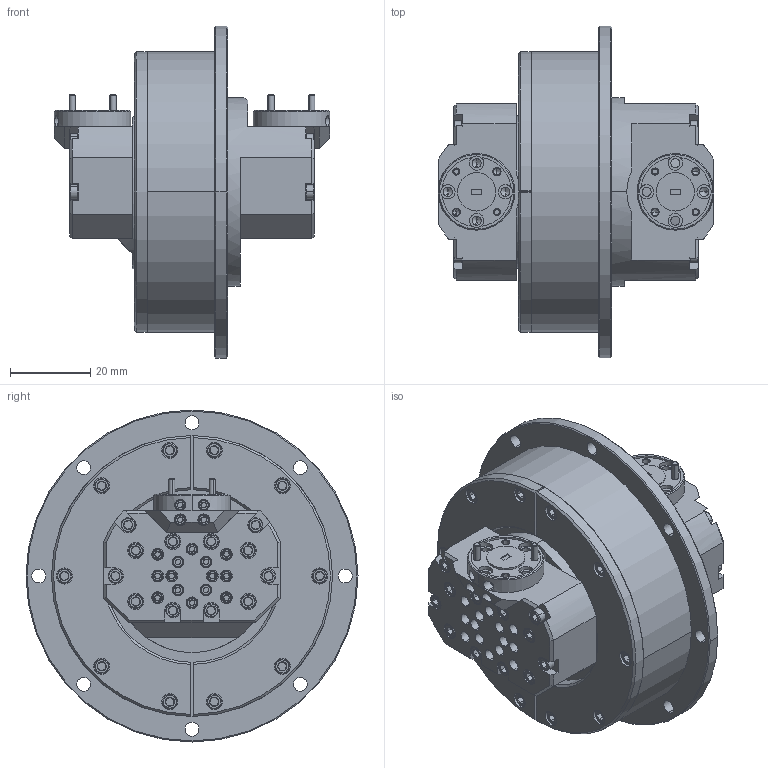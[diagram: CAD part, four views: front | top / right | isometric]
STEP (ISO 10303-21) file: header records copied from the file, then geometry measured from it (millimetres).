
FILE_DESCRIPTION (( 'STEP AP214' ), '1' );
FILE_NAME ('AN-R10R-R10R-A, Defeatured.STEP', '2024-04-25T18:09:17', ( '' ), ( '' ), 'SwSTEP 2.0', 'SolidWorks 2021', '' );
FILE_SCHEMA (( 'AUTOMOTIVE_DESIGN' ));
Length unit declared in the file: inch
Products named in the file (1): AN-R10R-R10R-A, Defeatured
Bounding box: 68.46 x 82.55 x 82.55 mm (x, y, z)
Volume: 138977.5 mm3; surface area: 32205.9 mm2
Topology: 1 solids, 1 shells, 1975 faces, 4093 edges, 2326 vertices
Faces by surface type: cone 828, plane 753, cylinder 391, bspline 3
Entity records: 52677 total; most frequent: CARTESIAN_POINT 10989, DIRECTION 9102, ORIENTED_EDGE 8150, EDGE_CURVE 4075, AXIS2_PLACEMENT_3D 3588, VERTEX_POINT 2326, EDGE_LOOP 2231, ADVANCED_FACE 1975
